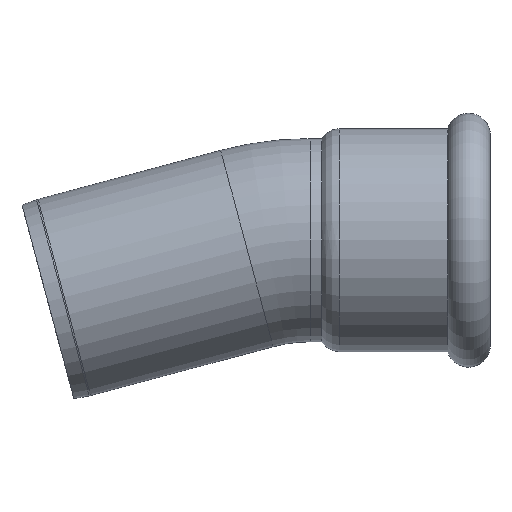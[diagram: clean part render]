
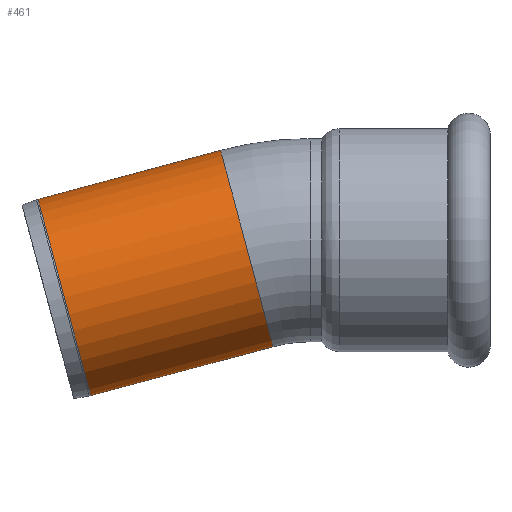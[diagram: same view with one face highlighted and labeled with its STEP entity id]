
A CAD part, top view. The second image highlights one B-rep face of the part: STEP entity #461.
In plain terms, the highlighted cylindrical face has radius 17.5 mm (diameter 35 mm), a full revolution.
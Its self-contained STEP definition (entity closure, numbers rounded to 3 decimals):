
#25=LINE('',#858,#36);
#36=VECTOR('',#689,17.5);
#45=CYLINDRICAL_SURFACE('',#541,17.5);
#60=FACE_OUTER_BOUND('',#82,.T.);
#82=EDGE_LOOP('',(#362,#363,#364,#365,#366,#367,#368));
#128=CIRCLE('',#537,17.5);
#129=CIRCLE('',#538,17.5);
#130=CIRCLE('',#539,17.5);
#132=CIRCLE('',#542,17.5);
#133=CIRCLE('',#543,17.5);
#190=VERTEX_POINT('',#846);
#191=VERTEX_POINT('',#847);
#192=VERTEX_POINT('',#849);
#193=VERTEX_POINT('',#854);
#194=VERTEX_POINT('',#855);
#254=EDGE_CURVE('',#190,#191,#128,.T.);
#255=EDGE_CURVE('',#192,#190,#129,.T.);
#256=EDGE_CURVE('',#191,#192,#130,.T.);
#258=EDGE_CURVE('',#193,#194,#132,.T.);
#259=EDGE_CURVE('',#194,#193,#133,.T.);
#260=EDGE_CURVE('',#194,#192,#25,.T.);
#362=ORIENTED_EDGE('',*,*,#258,.F.);
#363=ORIENTED_EDGE('',*,*,#259,.F.);
#364=ORIENTED_EDGE('',*,*,#260,.T.);
#365=ORIENTED_EDGE('',*,*,#255,.T.);
#366=ORIENTED_EDGE('',*,*,#254,.T.);
#367=ORIENTED_EDGE('',*,*,#256,.T.);
#368=ORIENTED_EDGE('',*,*,#260,.F.);
#461=ADVANCED_FACE('',(#60),#45,.T.);
#537=AXIS2_PLACEMENT_3D('',#848,#675,#676);
#538=AXIS2_PLACEMENT_3D('',#850,#677,#678);
#539=AXIS2_PLACEMENT_3D('',#851,#679,#680);
#541=AXIS2_PLACEMENT_3D('',#853,#683,#684);
#542=AXIS2_PLACEMENT_3D('',#856,#685,#686);
#543=AXIS2_PLACEMENT_3D('',#857,#687,#688);
#675=DIRECTION('center_axis',(0.966,0.259,0.));
#676=DIRECTION('ref_axis',(-0.259,0.966,0.));
#677=DIRECTION('center_axis',(0.966,0.259,0.));
#678=DIRECTION('ref_axis',(-0.259,0.966,0.));
#679=DIRECTION('center_axis',(0.966,0.259,0.));
#680=DIRECTION('ref_axis',(-0.259,0.966,0.));
#683=DIRECTION('center_axis',(0.966,0.259,0.));
#684=DIRECTION('ref_axis',(-0.259,0.966,0.));
#685=DIRECTION('center_axis',(0.966,0.259,0.));
#686=DIRECTION('ref_axis',(0.,0.,-1.));
#687=DIRECTION('center_axis',(0.966,0.259,0.));
#688=DIRECTION('ref_axis',(0.,0.,-1.));
#689=DIRECTION('',(-0.966,-0.259,0.));
#846=CARTESIAN_POINT('',(-77.834,7.049,0.));
#847=CARTESIAN_POINT('',(-73.305,-9.855,17.5));
#848=CARTESIAN_POINT('Origin',(-73.305,-9.855,0.));
#849=CARTESIAN_POINT('',(-68.776,-26.759,0.));
#850=CARTESIAN_POINT('Origin',(-73.305,-9.855,0.));
#851=CARTESIAN_POINT('Origin',(-73.305,-9.855,0.));
#853=CARTESIAN_POINT('Origin',(-57.586,-5.643,0.));
#854=CARTESIAN_POINT('',(-41.867,-1.431,-17.5));
#855=CARTESIAN_POINT('',(-37.337,-18.335,0.));
#856=CARTESIAN_POINT('Origin',(-41.867,-1.431,0.));
#857=CARTESIAN_POINT('Origin',(-41.867,-1.431,0.));
#858=CARTESIAN_POINT('',(-53.057,-22.547,0.));
